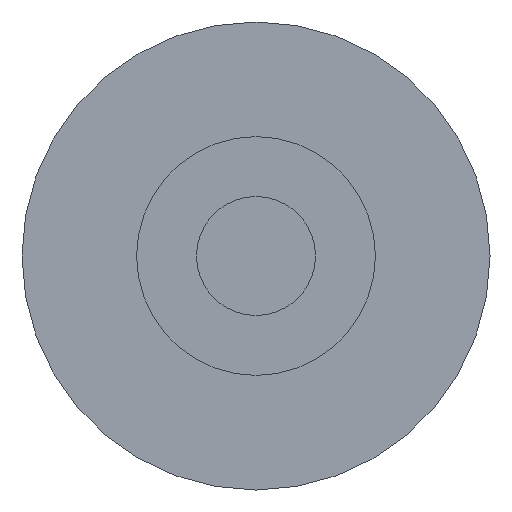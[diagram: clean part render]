
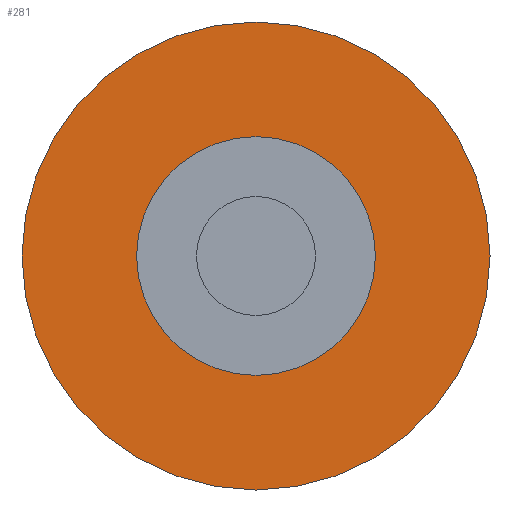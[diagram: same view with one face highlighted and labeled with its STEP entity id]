
A CAD part, front view. The second image highlights one B-rep face of the part: STEP entity #281.
In plain terms, the highlighted planar face has unit normal (0, -1, 0).
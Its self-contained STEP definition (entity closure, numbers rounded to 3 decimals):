
#217=CARTESIAN_POINT('POINT15',(-0.063,-0.353,
   0.));
#218=VERTEX_POINT('VERTEX15',#217);
#225=CARTESIAN_POINT('POINT16',(0.063,-0.353,
   0.));
#226=VERTEX_POINT('VERTEX16',#225);
#227=CARTESIAN_POINT('POS22',(0.,-0.353,0.));
#228=DIRECTION('DIR36',(0.,-1.,0.));
#229=DIRECTION('DIR37',(-1.,0.,0.));
#230=AXIS2_PLACEMENT_3D('AXIS15',#227,#228,#229);
#231=CIRCLE('ELLIPSE8',#230,0.063);
#232=EDGE_CURVE('EDGE22',#218,#226,#231,.T.);
#252=EDGE_CURVE('EDGE24',#226,#218,#231,.T.);
#257=CARTESIAN_POINT('POINT17',(-0.123,-0.353,0.));
#258=VERTEX_POINT('VERTEX17',#257);
#259=CARTESIAN_POINT('POINT18',(0.123,-0.353,
   0.));
#260=VERTEX_POINT('VERTEX18',#259);
#261=CARTESIAN_POINT('POS25',(0.,-0.353,0.));
#262=DIRECTION('DIR41',(0.,1.,0.));
#263=DIRECTION('DIR42',(-1.,0.,0.));
#264=AXIS2_PLACEMENT_3D('AXIS17',#261,#262,#263);
#265=CIRCLE('ELLIPSE9',#264,0.123);
#266=EDGE_CURVE('EDGE25',#258,#260,#265,.T.);
#267=ORIENTED_EDGE('COEDGE47',*,*,#266,.F.);
#268=EDGE_CURVE('EDGE26',#260,#258,#265,.T.);
#269=ORIENTED_EDGE('COEDGE48',*,*,#268,.F.);
#270=EDGE_LOOP('NONE',(#267,#269));
#271=FACE_BOUND('LOOP1',#270,.T.);
#272=ORIENTED_EDGE('COEDGE49',*,*,#252,.F.);
#273=ORIENTED_EDGE('COEDGE50',*,*,#232,.F.);
#274=EDGE_LOOP('NONE',(#272,#273));
#275=FACE_BOUND('LOOP1',#274,.T.);
#276=CARTESIAN_POINT('POS26',(0.,-0.353,0.));
#277=DIRECTION('DIR43',(0.,-1.,0.));
#278=DIRECTION('DIR44',(1.,0.,0.));
#279=AXIS2_PLACEMENT_3D('AXIS18',#276,#277,#278);
#280=PLANE('PLANE5',#279);
#281=ADVANCED_FACE('FACE13',(#271,#275),#280,.T.);
